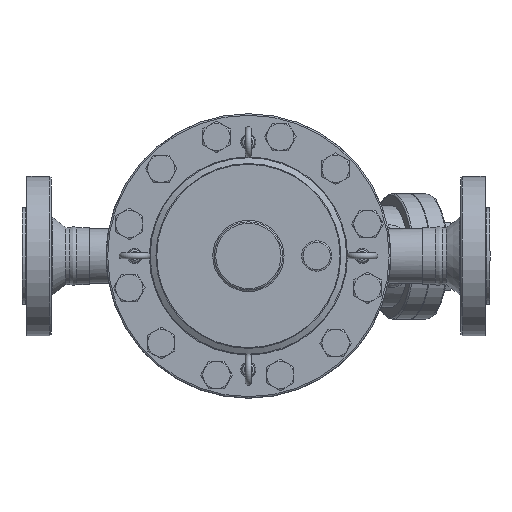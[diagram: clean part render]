
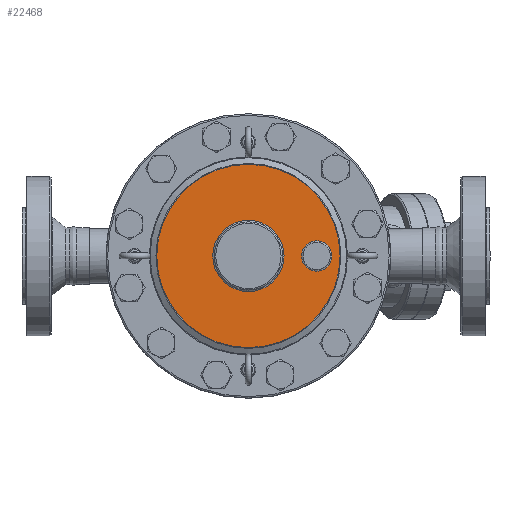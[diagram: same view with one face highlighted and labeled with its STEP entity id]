
A CAD part, top view. The second image highlights one B-rep face of the part: STEP entity #22468.
In plain terms, the highlighted planar face has unit normal (0, 0, 1).
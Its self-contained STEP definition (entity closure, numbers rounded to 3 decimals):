
#1606=CARTESIAN_POINT('',(47.0,0.,76.));
#1607=VERTEX_POINT('',#1606);
#1608=CARTESIAN_POINT('',(0.,0.0,76.));
#1609=DIRECTION('',(0.0,0.0,1.0));
#1610=DIRECTION('',(-1.0,0.0,0.0));
#1611=AXIS2_PLACEMENT_3D('',#1608,#1609,#1610);
#1612=CIRCLE('',#1611,47.0);
#1613=EDGE_CURVE('',#1607,#1607,#1612,.T.);
#22414=CARTESIAN_POINT('',(110.0,0.,76.));
#22415=VERTEX_POINT('',#22414);
#22416=CARTESIAN_POINT('',(90.0,0.0,76.));
#22417=DIRECTION('',(0.0,0.0,1.0));
#22418=DIRECTION('',(-1.0,0.0,0.0));
#22419=AXIS2_PLACEMENT_3D('',#22416,#22417,#22418);
#22420=CIRCLE('',#22419,20.0);
#22421=EDGE_CURVE('',#22415,#22415,#22420,.T.);
#22446=CARTESIAN_POINT('',(60.67,0.0,76.));
#22447=DIRECTION('',(0.0,0.0,1.0));
#22448=DIRECTION('',(1.0,0.0,0.0));
#22449=AXIS2_PLACEMENT_3D('',#22446,#22447,#22448);
#22450=PLANE('',#22449);
#22451=CARTESIAN_POINT('',(120.804,0.,76.));
#22452=VERTEX_POINT('',#22451);
#22453=CARTESIAN_POINT('',(0.,0.0,76.));
#22454=DIRECTION('',(0.0,0.0,-1.0));
#22455=DIRECTION('',(-1.0,0.0,0.0));
#22456=AXIS2_PLACEMENT_3D('',#22453,#22454,#22455);
#22457=CIRCLE('',#22456,120.804);
#22458=EDGE_CURVE('',#22452,#22452,#22457,.T.);
#22459=ORIENTED_EDGE('',*,*,#22458,.F.);
#22460=EDGE_LOOP('',(#22459));
#22461=FACE_OUTER_BOUND('',#22460,.T.);
#22462=ORIENTED_EDGE('',*,*,#22421,.F.);
#22463=EDGE_LOOP('',(#22462));
#22464=FACE_BOUND('',#22463,.T.);
#22465=ORIENTED_EDGE('',*,*,#1613,.F.);
#22466=EDGE_LOOP('',(#22465));
#22467=FACE_BOUND('',#22466,.T.);
#22468=ADVANCED_FACE('',(#22461,#22464,#22467),#22450,.T.);
